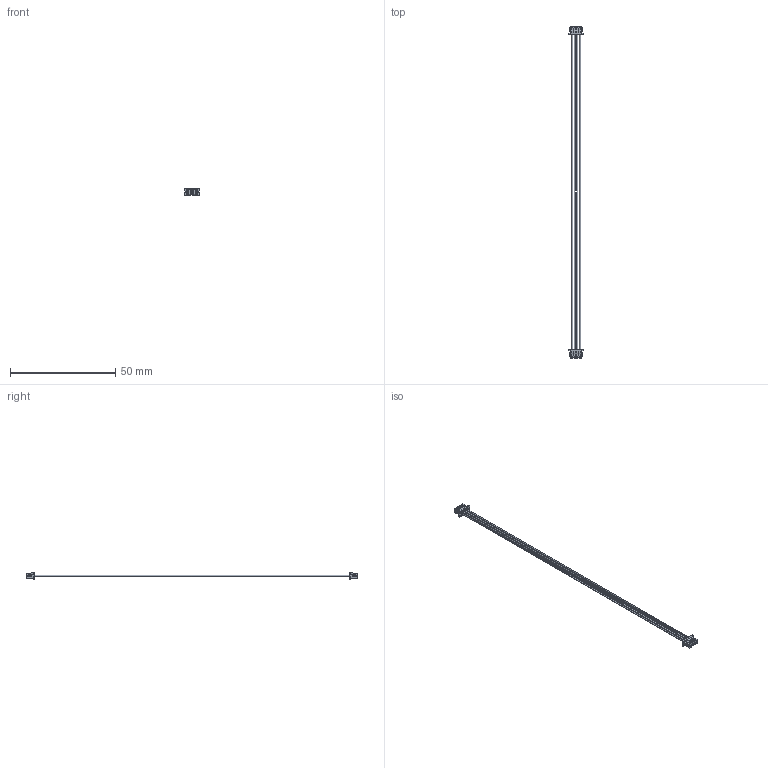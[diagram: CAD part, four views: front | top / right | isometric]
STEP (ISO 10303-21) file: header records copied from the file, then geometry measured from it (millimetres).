
FILE_DESCRIPTION((''),'2;1');
FILE_NAME('151340402','2019-12-25T',('gga'),(''),'PRO/ENGINEER BY PARAMETRIC TECHNOLOGY CORPORATION, 2016010','PRO/ENGINEER BY PARAMETRIC TECHNOLOGY CORPORATION, 2016010','');
FILE_SCHEMA(('CONFIG_CONTROL_DESIGN'));
Length unit declared in the file: millimetre
Products named in the file (1): 151340402
Bounding box: 6.75 x 157.9 x 3.2 mm (x, y, z)
Volume: 275.7 mm3; surface area: 1422.8 mm2
Topology: 1 solids, 1 shells, 432 faces, 1140 edges, 728 vertices
Faces by surface type: plane 424, cylinder 8
Entity records: 12979 total; most frequent: CARTESIAN_POINT 2293, ORIENTED_EDGE 2272, DIRECTION 2022, EDGE_CURVE 1136, VECTOR 1124, LINE 1124, VERTEX_POINT 720, EDGE_LOOP 452
